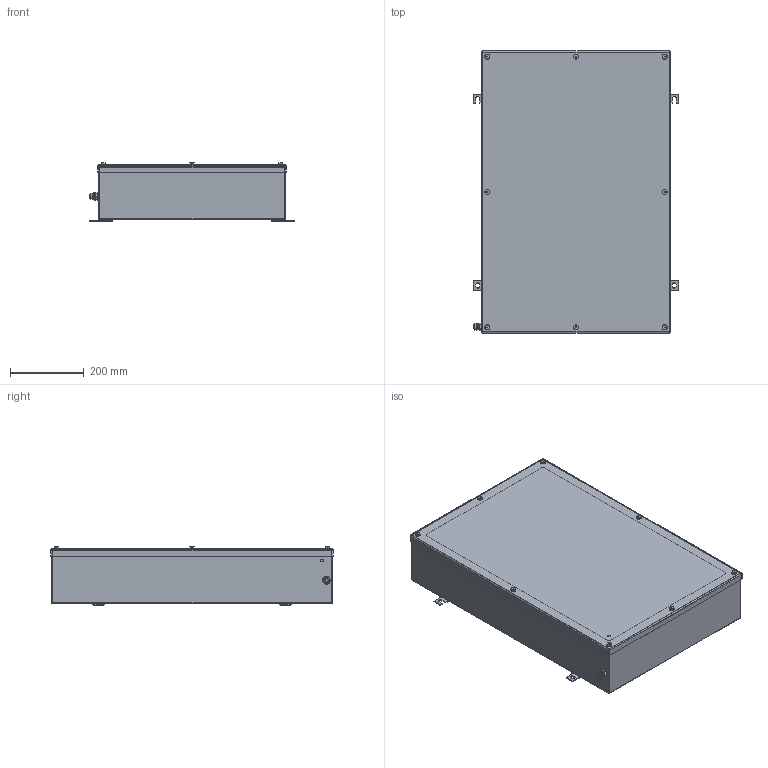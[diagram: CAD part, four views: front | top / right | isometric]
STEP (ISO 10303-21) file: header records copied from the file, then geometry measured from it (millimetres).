
FILE_DESCRIPTION(('CATIA V5 STEP Exchange','CAx-IF Rec.Pracs.--- Model Styling and Organization---1.4--- 2014-01-23'),'2;1');
FILE_NAME ('008689-4_2_1196500000_1196500000.stp','2019-09-25T08:56:45+00:00',('none'),('Weidmueller'),'CATIA Version 5-6 Release 2016 SP3 HF44','CATIA V5 STEP AP214','none');
FILE_SCHEMA(('AUTOMOTIVE_DESIGN { 1 0 10303 214 1 1 1 1 }'));
Length unit declared in the file: millimetre
Products named in the file (1): ZUB_KTB_FS_765015_0GP_AllCATPart
Bounding box: 559 x 767 x 158.5 mm (x, y, z)
Volume: 2103890.8 mm3; surface area: 2682408.8 mm2
Topology: 53 solids, 53 shells, 1072 faces, 2502 edges, 1555 vertices
Faces by surface type: cylinder 464, plane 406, cone 182, sphere 16, torus 4
Entity records: 28498 total; most frequent: CARTESIAN_POINT 5539, ORIENTED_EDGE 4904, DIRECTION 3949, EDGE_CURVE 2452, AXIS2_PLACEMENT_3D 1842, VERTEX_POINT 1555, VECTOR 1302, LINE 1302
